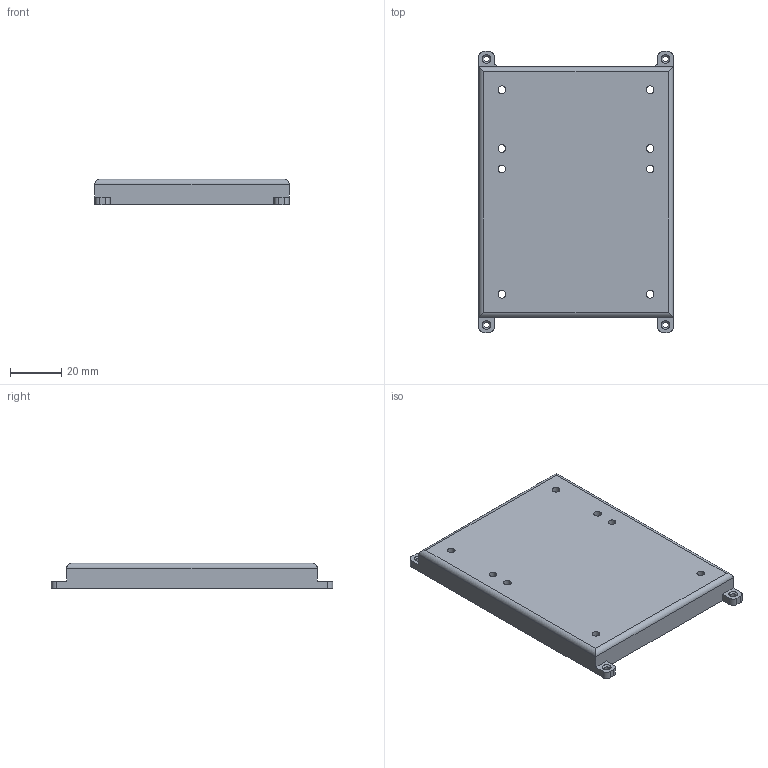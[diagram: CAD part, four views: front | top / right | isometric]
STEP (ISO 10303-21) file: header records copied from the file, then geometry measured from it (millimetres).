
FILE_DESCRIPTION(/* description */ ('STEP AP242','CAx-IF Rec.Pracs.---Representation and Presentation of Product Manufacturing Information (PMI)---4.0---2014-10-13','CAx-IF Rec.Pracs.---3D Tessellated Geometry---0.4---2014-09-14','2;1'),/* implementation_level */ '2;1');
FILE_NAME(/* name */ '64dd86b9b8d6cf5b8b5bad13',/* time_stamp */ '2023-08-17T02:32:25Z',/* author */ (''),/* organization */ (''),/* preprocessor_version */ 'ST-DEVELOPER v19.4',/* originating_system */ ' ',/* authorisation */ ' ');
FILE_SCHEMA (('AP242_MANAGED_MODEL_BASED_3D_ENGINEERING_MIM_LF { 1 0 10303 442 1 1 4 }'));
Length unit declared in the file: metre
Products named in the file (1): V1 Top Plate
Bounding box: 76 x 110 x 10 mm (x, y, z)
Volume: 29299.7 mm3; surface area: 20896.7 mm2
Topology: 1 solids, 1 shells, 53 faces, 144 edges, 94 vertices
Faces by surface type: cylinder 26, plane 23, cone 4
Full cylindrical faces by diameter (mm): 2.2 x4, 3 x8
Entity records: 1654 total; most frequent: DIRECTION 286, CARTESIAN_POINT 272, ORIENTED_EDGE 252, EDGE_CURVE 126, AXIS2_PLACEMENT_3D 106, EDGE_LOOP 94, FACE_BOUND 94, VERTEX_POINT 92
